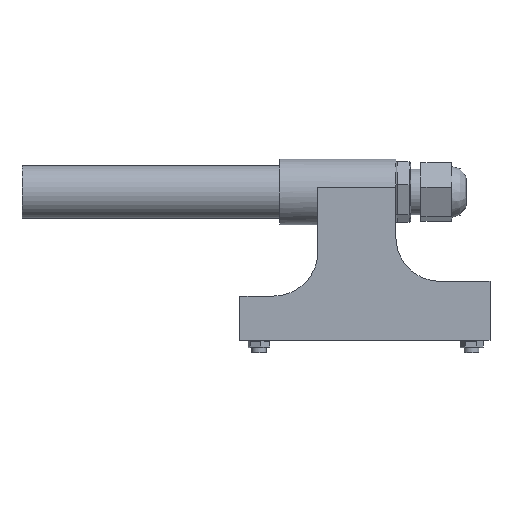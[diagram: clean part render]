
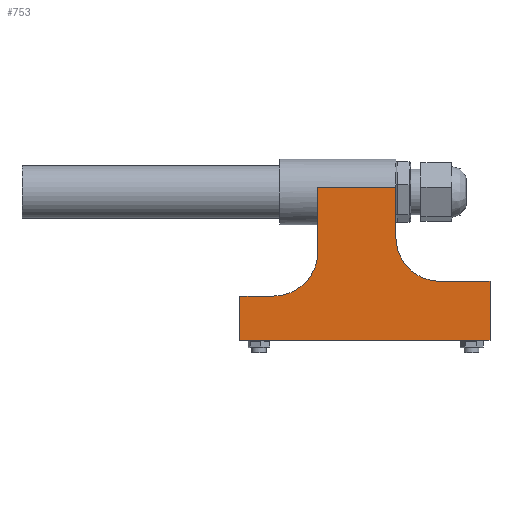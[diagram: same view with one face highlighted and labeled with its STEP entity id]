
A CAD part, top view. The second image highlights one B-rep face of the part: STEP entity #753.
In plain terms, the highlighted planar face has unit normal (0, 0, 1).
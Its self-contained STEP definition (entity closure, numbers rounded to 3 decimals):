
#311=CARTESIAN_POINT('',(68.0,20.,22.0));
#312=VERTEX_POINT('',#311);
#319=CARTESIAN_POINT('',(85.0,20.0,22.0));
#320=VERTEX_POINT('',#319);
#321=CARTESIAN_POINT('',(68.0,20.,22.0));
#322=DIRECTION('',(1.0,0.0,0.0));
#323=VECTOR('',#322,17.0);
#324=LINE('',#321,#323);
#325=EDGE_CURVE('',#312,#320,#324,.T.);
#468=CARTESIAN_POINT('',(0.0,15.0,22.0));
#469=VERTEX_POINT('',#468);
#476=CARTESIAN_POINT('',(11.5,15.0,22.0));
#477=VERTEX_POINT('',#476);
#478=CARTESIAN_POINT('',(0.0,15.0,22.0));
#479=DIRECTION('',(1.0,0.0,0.0));
#480=VECTOR('',#479,11.5);
#481=LINE('',#478,#480);
#482=EDGE_CURVE('',#469,#477,#481,.T.);
#542=CARTESIAN_POINT('',(26.5,48.763,22.0));
#543=VERTEX_POINT('',#542);
#544=CARTESIAN_POINT('',(26.5,52.,22.0));
#545=VERTEX_POINT('',#544);
#546=CARTESIAN_POINT('',(26.5,48.763,22.0));
#547=DIRECTION('',(0.0,1.0,0.0));
#548=VECTOR('',#547,3.237);
#549=LINE('',#546,#548);
#550=EDGE_CURVE('',#543,#545,#549,.T.);
#655=CARTESIAN_POINT('',(53.0,52.0,22.0));
#656=VERTEX_POINT('',#655);
#657=CARTESIAN_POINT('',(53.,52.0,22.0));
#658=DIRECTION('',(-1.0,0.0,0.0));
#659=VECTOR('',#658,26.5);
#660=LINE('',#657,#659);
#661=EDGE_CURVE('',#656,#545,#660,.T.);
#690=CARTESIAN_POINT('',(42.285,22.367,22.0));
#691=DIRECTION('',(0.0,0.0,1.0));
#692=DIRECTION('',(1.0,0.0,0.0));
#693=AXIS2_PLACEMENT_3D('',#690,#691,#692);
#694=PLANE('',#693);
#695=ORIENTED_EDGE('',*,*,#661,.T.);
#696=ORIENTED_EDGE('',*,*,#550,.F.);
#697=CARTESIAN_POINT('',(26.5,30.,22.0));
#698=VERTEX_POINT('',#697);
#699=CARTESIAN_POINT('',(26.5,30.,22.0));
#700=DIRECTION('',(0.0,1.0,0.0));
#701=VECTOR('',#700,18.763);
#702=LINE('',#699,#701);
#703=EDGE_CURVE('',#698,#543,#702,.T.);
#704=ORIENTED_EDGE('',*,*,#703,.F.);
#705=CARTESIAN_POINT('',(11.5,30.0,22.0));
#706=DIRECTION('',(0.0,0.0,1.0));
#707=DIRECTION('',(0.0,-1.0,0.0));
#708=AXIS2_PLACEMENT_3D('',#705,#706,#707);
#709=CIRCLE('',#708,15.0);
#710=EDGE_CURVE('',#477,#698,#709,.T.);
#711=ORIENTED_EDGE('',*,*,#710,.F.);
#712=ORIENTED_EDGE('',*,*,#482,.F.);
#713=CARTESIAN_POINT('',(0.0,0.0,22.0));
#714=VERTEX_POINT('',#713);
#715=CARTESIAN_POINT('',(0.0,0.0,22.0));
#716=DIRECTION('',(0.0,1.0,0.0));
#717=VECTOR('',#716,15.0);
#718=LINE('',#715,#717);
#719=EDGE_CURVE('',#714,#469,#718,.T.);
#720=ORIENTED_EDGE('',*,*,#719,.F.);
#721=CARTESIAN_POINT('',(85.0,0.0,22.0));
#722=VERTEX_POINT('',#721);
#723=CARTESIAN_POINT('',(85.0,0.0,22.0));
#724=DIRECTION('',(-1.0,0.0,0.0));
#725=VECTOR('',#724,85.0);
#726=LINE('',#723,#725);
#727=EDGE_CURVE('',#722,#714,#726,.T.);
#728=ORIENTED_EDGE('',*,*,#727,.F.);
#729=CARTESIAN_POINT('',(85.0,20.0,22.0));
#730=DIRECTION('',(0.0,-1.0,0.0));
#731=VECTOR('',#730,20.0);
#732=LINE('',#729,#731);
#733=EDGE_CURVE('',#320,#722,#732,.T.);
#734=ORIENTED_EDGE('',*,*,#733,.F.);
#735=ORIENTED_EDGE('',*,*,#325,.F.);
#736=CARTESIAN_POINT('',(53.,35.0,22.0));
#737=VERTEX_POINT('',#736);
#738=CARTESIAN_POINT('',(68.,35.,22.0));
#739=DIRECTION('',(0.0,0.0,1.0));
#740=DIRECTION('',(-1.0,0.0,0.0));
#741=AXIS2_PLACEMENT_3D('',#738,#739,#740);
#742=CIRCLE('',#741,15.0);
#743=EDGE_CURVE('',#737,#312,#742,.T.);
#744=ORIENTED_EDGE('',*,*,#743,.F.);
#745=CARTESIAN_POINT('',(53.0,52.0,22.0));
#746=DIRECTION('',(0.0,-1.0,0.0));
#747=VECTOR('',#746,17.0);
#748=LINE('',#745,#747);
#749=EDGE_CURVE('',#656,#737,#748,.T.);
#750=ORIENTED_EDGE('',*,*,#749,.F.);
#751=EDGE_LOOP('',(#695,#696,#704,#711,#712,#720,#728,#734,#735,#744,#750));
#752=FACE_OUTER_BOUND('',#751,.T.);
#753=ADVANCED_FACE('',(#752),#694,.T.);
